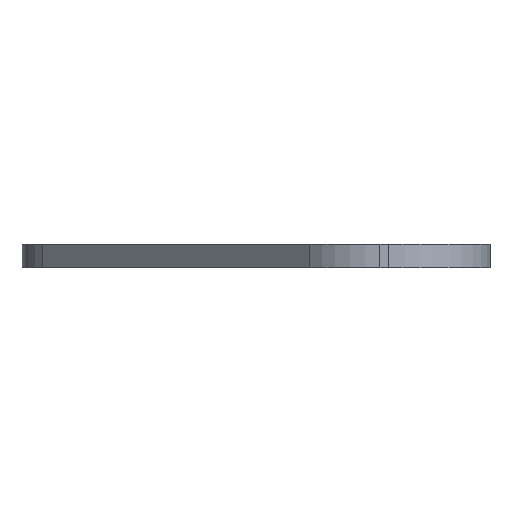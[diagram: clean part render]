
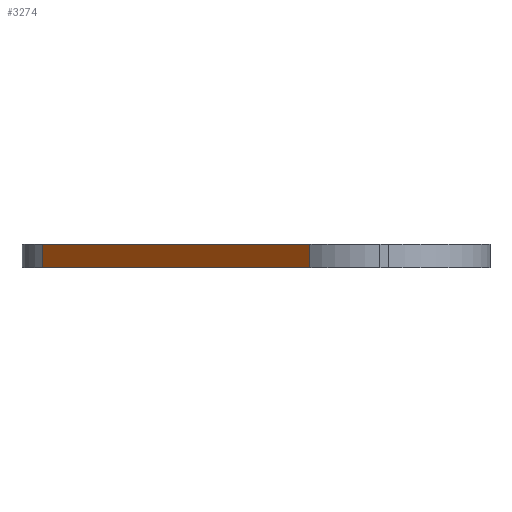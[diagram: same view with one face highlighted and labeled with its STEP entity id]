
A CAD part, left-side view. The second image highlights one B-rep face of the part: STEP entity #3274.
In plain terms, the highlighted planar face has unit normal (-0.705, 0.709, 0).
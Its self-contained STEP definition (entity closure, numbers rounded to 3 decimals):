
#84 = PLANE('',#85);
#85 = AXIS2_PLACEMENT_3D('',#86,#87,#88);
#86 = CARTESIAN_POINT('',(157.303,-95.949,1.6));
#87 = DIRECTION('',(0.,0.,1.));
#88 = DIRECTION('',(1.,0.,-0.));
#139 = PLANE('',#140);
#140 = AXIS2_PLACEMENT_3D('',#141,#142,#143);
#141 = CARTESIAN_POINT('',(157.303,-95.949,0.));
#142 = DIRECTION('',(0.,0.,1.));
#143 = DIRECTION('',(1.,0.,-0.));
#172 = CYLINDRICAL_SURFACE('',#173,6.99);
#173 = AXIS2_PLACEMENT_3D('',#174,#175,#176);
#174 = CARTESIAN_POINT('',(123.835,-104.48,0.));
#175 = DIRECTION('',(-0.,-0.,-1.));
#176 = DIRECTION('',(1.,0.,-0.));
#475 = VERTEX_POINT('',#476);
#476 = CARTESIAN_POINT('',(137.326,-81.2,0.));
#491 = CYLINDRICAL_SURFACE('',#492,4.74);
#492 = AXIS2_PLACEMENT_3D('',#493,#494,#495);
#493 = CARTESIAN_POINT('',(140.678,-84.552,0.));
#494 = DIRECTION('',(-0.,-0.,-1.));
#495 = DIRECTION('',(1.,0.,-0.));
#503 = EDGE_CURVE('',#475,#504,#506,.T.);
#504 = VERTEX_POINT('',#505);
#505 = CARTESIAN_POINT('',(118.781,-99.652,0.));
#506 = SURFACE_CURVE('',#507,(#511,#518),.PCURVE_S1.);
#507 = LINE('',#508,#509);
#508 = CARTESIAN_POINT('',(137.326,-81.2,0.));
#509 = VECTOR('',#510,1.);
#510 = DIRECTION('',(-0.709,-0.705,0.));
#511 = PCURVE('',#139,#512);
#512 = DEFINITIONAL_REPRESENTATION('',(#513),#517);
#513 = LINE('',#514,#515);
#514 = CARTESIAN_POINT('',(-19.977,14.75));
#515 = VECTOR('',#516,1.);
#516 = DIRECTION('',(-0.709,-0.705));
#517 = ( GEOMETRIC_REPRESENTATION_CONTEXT(2) 
PARAMETRIC_REPRESENTATION_CONTEXT() REPRESENTATION_CONTEXT('2D SPACE',''
  ) );
#518 = PCURVE('',#519,#524);
#519 = PLANE('',#520);
#520 = AXIS2_PLACEMENT_3D('',#521,#522,#523);
#521 = CARTESIAN_POINT('',(137.326,-81.2,0.));
#522 = DIRECTION('',(0.705,-0.709,0.));
#523 = DIRECTION('',(-0.709,-0.705,0.));
#524 = DEFINITIONAL_REPRESENTATION('',(#525),#529);
#525 = LINE('',#526,#527);
#526 = CARTESIAN_POINT('',(0.,0.));
#527 = VECTOR('',#528,1.);
#528 = DIRECTION('',(1.,0.));
#529 = ( GEOMETRIC_REPRESENTATION_CONTEXT(2) 
PARAMETRIC_REPRESENTATION_CONTEXT() REPRESENTATION_CONTEXT('2D SPACE',''
  ) );
#2034 = VERTEX_POINT('',#2035);
#2035 = CARTESIAN_POINT('',(137.326,-81.2,1.6));
#2057 = EDGE_CURVE('',#2034,#2058,#2060,.T.);
#2058 = VERTEX_POINT('',#2059);
#2059 = CARTESIAN_POINT('',(118.781,-99.652,1.6));
#2060 = SURFACE_CURVE('',#2061,(#2065,#2072),.PCURVE_S1.);
#2061 = LINE('',#2062,#2063);
#2062 = CARTESIAN_POINT('',(137.326,-81.2,1.6));
#2063 = VECTOR('',#2064,1.);
#2064 = DIRECTION('',(-0.709,-0.705,0.));
#2065 = PCURVE('',#84,#2066);
#2066 = DEFINITIONAL_REPRESENTATION('',(#2067),#2071);
#2067 = LINE('',#2068,#2069);
#2068 = CARTESIAN_POINT('',(-19.977,14.75));
#2069 = VECTOR('',#2070,1.);
#2070 = DIRECTION('',(-0.709,-0.705));
#2071 = ( GEOMETRIC_REPRESENTATION_CONTEXT(2) 
PARAMETRIC_REPRESENTATION_CONTEXT() REPRESENTATION_CONTEXT('2D SPACE',''
  ) );
#2072 = PCURVE('',#519,#2073);
#2073 = DEFINITIONAL_REPRESENTATION('',(#2074),#2078);
#2074 = LINE('',#2075,#2076);
#2075 = CARTESIAN_POINT('',(0.,-1.6));
#2076 = VECTOR('',#2077,1.);
#2077 = DIRECTION('',(1.,0.));
#2078 = ( GEOMETRIC_REPRESENTATION_CONTEXT(2) 
PARAMETRIC_REPRESENTATION_CONTEXT() REPRESENTATION_CONTEXT('2D SPACE',''
  ) );
#3224 = EDGE_CURVE('',#504,#2058,#3225,.T.);
#3225 = SURFACE_CURVE('',#3226,(#3230,#3237),.PCURVE_S1.);
#3226 = LINE('',#3227,#3228);
#3227 = CARTESIAN_POINT('',(118.781,-99.652,0.));
#3228 = VECTOR('',#3229,1.);
#3229 = DIRECTION('',(0.,0.,1.));
#3230 = PCURVE('',#172,#3231);
#3231 = DEFINITIONAL_REPRESENTATION('',(#3232),#3236);
#3232 = LINE('',#3233,#3234);
#3233 = CARTESIAN_POINT('',(-2.379,0.));
#3234 = VECTOR('',#3235,1.);
#3235 = DIRECTION('',(-0.,-1.));
#3236 = ( GEOMETRIC_REPRESENTATION_CONTEXT(2) 
PARAMETRIC_REPRESENTATION_CONTEXT() REPRESENTATION_CONTEXT('2D SPACE',''
  ) );
#3237 = PCURVE('',#519,#3238);
#3238 = DEFINITIONAL_REPRESENTATION('',(#3239),#3243);
#3239 = LINE('',#3240,#3241);
#3240 = CARTESIAN_POINT('',(26.161,0.));
#3241 = VECTOR('',#3242,1.);
#3242 = DIRECTION('',(0.,-1.));
#3243 = ( GEOMETRIC_REPRESENTATION_CONTEXT(2) 
PARAMETRIC_REPRESENTATION_CONTEXT() REPRESENTATION_CONTEXT('2D SPACE',''
  ) );
#3274 = ADVANCED_FACE('',(#3275),#519,.F.);
#3275 = FACE_BOUND('',#3276,.F.);
#3276 = EDGE_LOOP('',(#3277,#3298,#3299,#3300));
#3277 = ORIENTED_EDGE('',*,*,#3278,.T.);
#3278 = EDGE_CURVE('',#475,#2034,#3279,.T.);
#3279 = SURFACE_CURVE('',#3280,(#3284,#3291),.PCURVE_S1.);
#3280 = LINE('',#3281,#3282);
#3281 = CARTESIAN_POINT('',(137.326,-81.2,0.));
#3282 = VECTOR('',#3283,1.);
#3283 = DIRECTION('',(0.,0.,1.));
#3284 = PCURVE('',#519,#3285);
#3285 = DEFINITIONAL_REPRESENTATION('',(#3286),#3290);
#3286 = LINE('',#3287,#3288);
#3287 = CARTESIAN_POINT('',(0.,0.));
#3288 = VECTOR('',#3289,1.);
#3289 = DIRECTION('',(0.,-1.));
#3290 = ( GEOMETRIC_REPRESENTATION_CONTEXT(2) 
PARAMETRIC_REPRESENTATION_CONTEXT() REPRESENTATION_CONTEXT('2D SPACE',''
  ) );
#3291 = PCURVE('',#491,#3292);
#3292 = DEFINITIONAL_REPRESENTATION('',(#3293),#3297);
#3293 = LINE('',#3294,#3295);
#3294 = CARTESIAN_POINT('',(-2.356,0.));
#3295 = VECTOR('',#3296,1.);
#3296 = DIRECTION('',(-0.,-1.));
#3297 = ( GEOMETRIC_REPRESENTATION_CONTEXT(2) 
PARAMETRIC_REPRESENTATION_CONTEXT() REPRESENTATION_CONTEXT('2D SPACE',''
  ) );
#3298 = ORIENTED_EDGE('',*,*,#2057,.T.);
#3299 = ORIENTED_EDGE('',*,*,#3224,.F.);
#3300 = ORIENTED_EDGE('',*,*,#503,.F.);
